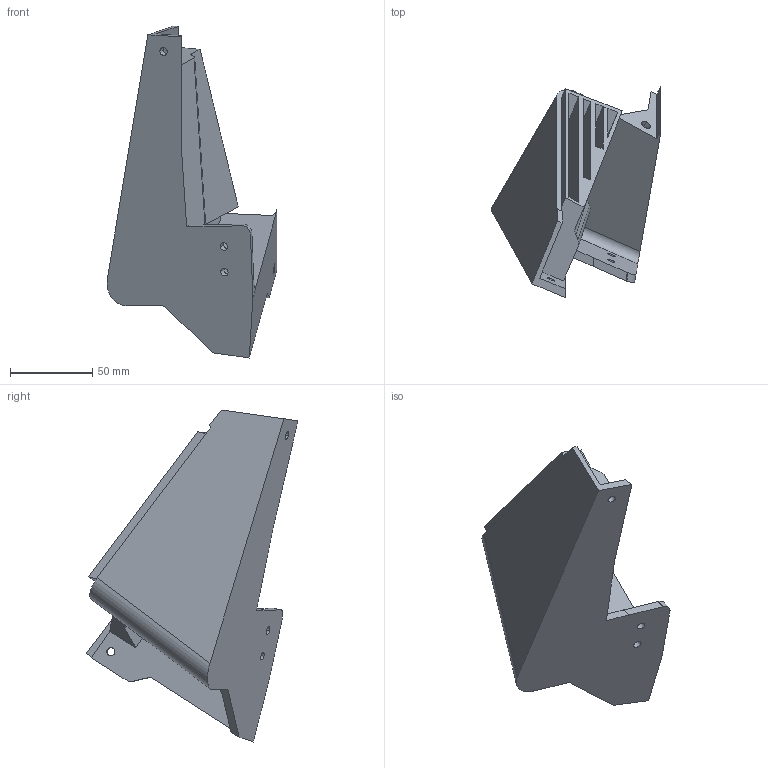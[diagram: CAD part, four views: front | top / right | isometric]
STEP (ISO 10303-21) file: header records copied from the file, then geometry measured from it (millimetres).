
FILE_DESCRIPTION (( 'STEP AP214' ), '1' );
FILE_NAME ('R AUX Vent Plug.STEP', '2021-12-18T20:05:36', ( '' ), ( '' ), 'SwSTEP 2.0', 'SolidWorks 2022', '' );
FILE_SCHEMA (( 'AUTOMOTIVE_DESIGN' ));
Length unit declared in the file: inch
Products named in the file (1): R AUX Vent Plug
Bounding box: 103.6 x 129.07 x 202.34 mm (x, y, z)
Volume: 323841.5 mm3; surface area: 96124.5 mm2
Topology: 1 solids, 1 shells, 84 faces, 231 edges, 154 vertices
Faces by surface type: plane 59, cylinder 20, cone 4, bspline 1
Entity records: 2742 total; most frequent: CARTESIAN_POINT 587, ORIENTED_EDGE 462, DIRECTION 399, EDGE_CURVE 231, LINE 175, VECTOR 175, VERTEX_POINT 154, AXIS2_PLACEMENT_3D 112
